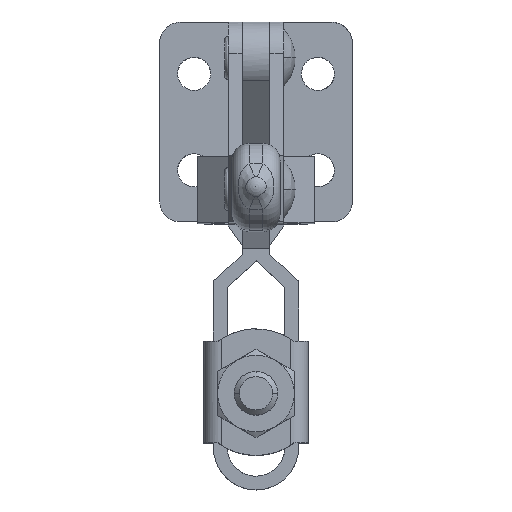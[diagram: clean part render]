
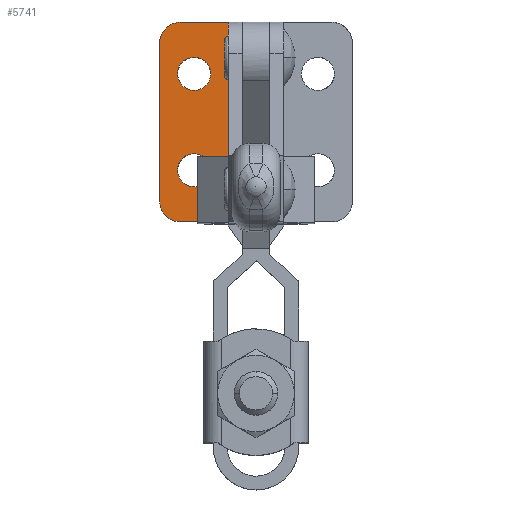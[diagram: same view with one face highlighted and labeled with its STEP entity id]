
A CAD part, top view. The second image highlights one B-rep face of the part: STEP entity #5741.
In plain terms, the highlighted planar face has unit normal (0, 0, 1).
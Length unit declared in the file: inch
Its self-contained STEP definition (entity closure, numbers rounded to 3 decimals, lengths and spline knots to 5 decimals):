
#3863=EDGE_CURVE('',#9000,#5281,#11367,.T.);
#3940=EDGE_CURVE('',#5281,#9000,#11447,.T.);
#5183=VERTEX_POINT('',#12775);
#5281=VERTEX_POINT('',#12886);
#5331=EDGE_CURVE('',#9861,#5405,#12940,.T.);
#5405=VERTEX_POINT('',#13023);
#5623=EDGE_CURVE('',#7509,#8842,#13256,.T.);
#5741=ADVANCED_FACE('',(#13380,#13381,#13382),#13383,.T.);
#6570=EDGE_CURVE('',#5183,#7891,#14275,.T.);
#6664=EDGE_CURVE('',#7891,#5183,#14376,.T.);
#6765=EDGE_CURVE('',#7235,#7509,#14480,.T.);
#7235=VERTEX_POINT('',#14980);
#7355=EDGE_CURVE('',#10790,#5405,#15109,.T.);
#7509=VERTEX_POINT('',#15276);
#7891=VERTEX_POINT('',#15683);
#8842=VERTEX_POINT('',#16714);
#9000=VERTEX_POINT('',#16880);
#9779=EDGE_CURVE('',#8842,#10790,#17722,.T.);
#9861=VERTEX_POINT('',#17811);
#9885=EDGE_CURVE('',#9861,#7235,#17835,.T.);
#10790=VERTEX_POINT('',#18804);
#11367=(B_SPLINE_CURVE(3,(#19712,#19713,#19714,#19715),.UNSPECIFIED.,.F.,.F.)B_SPLINE_CURVE_WITH_KNOTS((4,4),(1.5708,4.71239),.UNSPECIFIED.)RATIONAL_B_SPLINE_CURVE((1.0,0.333,0.333,1.0))BOUNDED_CURVE()REPRESENTATION_ITEM('')GEOMETRIC_REPRESENTATION_ITEM()CURVE());
#11447=(B_SPLINE_CURVE(3,(#20015,#20016,#20017,#20018),.UNSPECIFIED.,.F.,.F.)B_SPLINE_CURVE_WITH_KNOTS((4,4),(4.71239,7.85398),.UNSPECIFIED.)RATIONAL_B_SPLINE_CURVE((1.0,0.333,0.333,1.0))BOUNDED_CURVE()REPRESENTATION_ITEM('')GEOMETRIC_REPRESENTATION_ITEM()CURVE());
#12775=CARTESIAN_POINT('',(-0.44882,0.29528,0.07874));
#12886=CARTESIAN_POINT('',(-0.25984,0.84646,0.07874));
#12940=B_SPLINE_CURVE_WITH_KNOTS('',1,(#24420,#24421),.UNSPECIFIED.,.F.,.F.,(2,2),(0.0,0.029),.UNSPECIFIED.);
#13023=CARTESIAN_POINT('',(-0.11811,1.14173,0.07874));
#13256=LINE('',#25139,#25140);
#13380=FACE_OUTER_BOUND('',#25556,.T.);
#13381=FACE_BOUND('',#25557,.T.);
#13382=FACE_BOUND('',#25558,.T.);
#13383=PLANE('',#25559);
#14275=(B_SPLINE_CURVE(3,(#27757,#27758,#27759,#27760),.UNSPECIFIED.,.F.,.F.)B_SPLINE_CURVE_WITH_KNOTS((4,4),(1.5708,4.71239),.UNSPECIFIED.)RATIONAL_B_SPLINE_CURVE((1.0,0.333,0.333,1.0))BOUNDED_CURVE()REPRESENTATION_ITEM('')GEOMETRIC_REPRESENTATION_ITEM()CURVE());
#14376=(B_SPLINE_CURVE(3,(#27986,#27987,#27988,#27989),.UNSPECIFIED.,.F.,.F.)B_SPLINE_CURVE_WITH_KNOTS((4,4),(4.71239,7.85398),.UNSPECIFIED.)RATIONAL_B_SPLINE_CURVE((1.0,0.333,0.333,1.0))BOUNDED_CURVE()REPRESENTATION_ITEM('')GEOMETRIC_REPRESENTATION_ITEM()CURVE());
#14480=(B_SPLINE_CURVE(3,(#28244,#28245,#28246,#28247),.UNSPECIFIED.,.F.,.F.)B_SPLINE_CURVE_WITH_KNOTS((4,4),(4.71239,6.28319),.UNSPECIFIED.)RATIONAL_B_SPLINE_CURVE((1.0,0.805,0.805,1.0))BOUNDED_CURVE()REPRESENTATION_ITEM('')GEOMETRIC_REPRESENTATION_ITEM()CURVE());
#14980=CARTESIAN_POINT('',(-0.43307,0.,0.07874));
#15109=LINE('',#29697,#29698);
#15276=CARTESIAN_POINT('',(-0.55118,0.11811,0.07874));
#15683=CARTESIAN_POINT('',(-0.25984,0.29528,0.07874));
#16714=CARTESIAN_POINT('',(-0.55118,1.02362,0.07874));
#16880=CARTESIAN_POINT('',(-0.44882,0.84646,0.07874));
#17722=(B_SPLINE_CURVE(3,(#35955,#35956,#35957,#35958),.UNSPECIFIED.,.F.,.F.)B_SPLINE_CURVE_WITH_KNOTS((4,4),(0.0,1.5708),.UNSPECIFIED.)RATIONAL_B_SPLINE_CURVE((1.0,0.805,0.805,1.0))BOUNDED_CURVE()REPRESENTATION_ITEM('')GEOMETRIC_REPRESENTATION_ITEM()CURVE());
#17811=CARTESIAN_POINT('',(-0.11811,0.,0.07874));
#17835=LINE('',#36289,#36290);
#18804=CARTESIAN_POINT('',(-0.43307,1.14173,0.07874));
#19712=CARTESIAN_POINT('',(-0.44882,0.84646,0.07874));
#19713=CARTESIAN_POINT('',(-0.44882,0.65748,0.07874));
#19714=CARTESIAN_POINT('',(-0.25984,0.65748,0.07874));
#19715=CARTESIAN_POINT('',(-0.25984,0.84646,0.07874));
#20015=CARTESIAN_POINT('',(-0.25984,0.84646,0.07874));
#20016=CARTESIAN_POINT('',(-0.25984,1.03543,0.07874));
#20017=CARTESIAN_POINT('',(-0.44882,1.03543,0.07874));
#20018=CARTESIAN_POINT('',(-0.44882,0.84646,0.07874));
#24420=CARTESIAN_POINT('',(-0.11811,0.,0.07874));
#24421=CARTESIAN_POINT('',(-0.11811,1.14173,0.07874));
#25139=CARTESIAN_POINT('',(-0.55118,0.62992,0.07874));
#25140=VECTOR('',#42694,1.0);
#25556=EDGE_LOOP('',(#42790,#42791,#42792,#42793,#42794,#42795));
#25557=EDGE_LOOP('',(#42796,#42797));
#25558=EDGE_LOOP('',(#42798,#42799));
#25559=AXIS2_PLACEMENT_3D('',#42800,#42801,#42802);
#27757=CARTESIAN_POINT('',(-0.44882,0.29528,0.07874));
#27758=CARTESIAN_POINT('',(-0.44882,0.1063,0.07874));
#27759=CARTESIAN_POINT('',(-0.25984,0.1063,0.07874));
#27760=CARTESIAN_POINT('',(-0.25984,0.29528,0.07874));
#27986=CARTESIAN_POINT('',(-0.25984,0.29528,0.07874));
#27987=CARTESIAN_POINT('',(-0.25984,0.48425,0.07874));
#27988=CARTESIAN_POINT('',(-0.44882,0.48425,0.07874));
#27989=CARTESIAN_POINT('',(-0.44882,0.29528,0.07874));
#28244=CARTESIAN_POINT('',(-0.43307,0.,0.07874));
#28245=CARTESIAN_POINT('',(-0.50226,0.,0.07874));
#28246=CARTESIAN_POINT('',(-0.55118,0.04892,0.07874));
#28247=CARTESIAN_POINT('',(-0.55118,0.11811,0.07874));
#29697=CARTESIAN_POINT('',(0.15748,1.14173,0.07874));
#29698=VECTOR('',#44414,1.0);
#35955=CARTESIAN_POINT('',(-0.55118,1.02362,0.07874));
#35956=CARTESIAN_POINT('',(-0.55118,1.09281,0.07874));
#35957=CARTESIAN_POINT('',(-0.50226,1.14173,0.07874));
#35958=CARTESIAN_POINT('',(-0.43307,1.14173,0.07874));
#36289=CARTESIAN_POINT('',(-0.27559,0.,0.07874));
#36290=VECTOR('',#47229,1.0);
#42694=DIRECTION('',(0.,1.0,0.0));
#42790=ORIENTED_EDGE('',*,*,#7355,.F.);
#42791=ORIENTED_EDGE('',*,*,#9779,.F.);
#42792=ORIENTED_EDGE('',*,*,#5623,.F.);
#42793=ORIENTED_EDGE('',*,*,#6765,.F.);
#42794=ORIENTED_EDGE('',*,*,#9885,.F.);
#42795=ORIENTED_EDGE('',*,*,#5331,.T.);
#42796=ORIENTED_EDGE('',*,*,#3863,.F.);
#42797=ORIENTED_EDGE('',*,*,#3940,.F.);
#42798=ORIENTED_EDGE('',*,*,#6570,.F.);
#42799=ORIENTED_EDGE('',*,*,#6664,.F.);
#42800=CARTESIAN_POINT('',(-0.11811,1.14173,0.07874));
#42801=DIRECTION('',(0.,0.,1.0));
#42802=DIRECTION('',(-1.0,0.,0.));
#44414=DIRECTION('',(1.0,0.,0.));
#47229=DIRECTION('',(-1.0,0.,0.));
